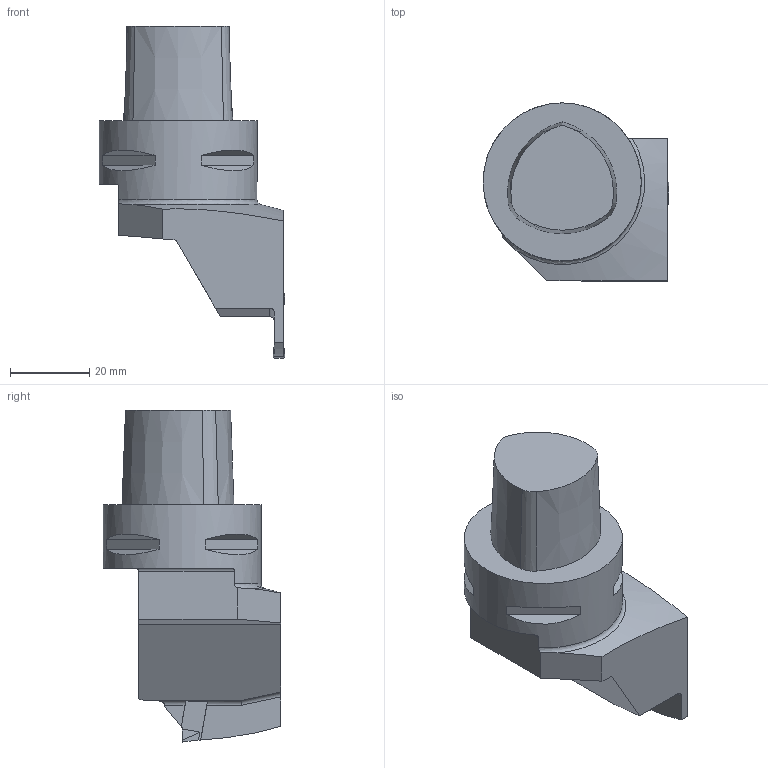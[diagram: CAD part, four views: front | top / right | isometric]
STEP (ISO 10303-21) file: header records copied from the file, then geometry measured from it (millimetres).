
FILE_DESCRIPTION(/* description */ (''),/* implementation_level */ '2;1');
FILE_NAME(/* name */ 'C4-CFIL-27060-03JETI.stp',/* time_stamp */ '2021-01-15T17:46:14+05:00',/* author */ (''),/* organization */ (''),/* preprocessor_version */ 'ST-DEVELOPER v16.7',/* originating_system */ 'SIEMENS PLM Software NX 12.0',/* authorisation */ '');
FILE_SCHEMA (('AUTOMOTIVE_DESIGN { 1 0 10303 214 3 1 1 1 }'));
Length unit declared in the file: millimetre
Products named in the file (1): C4-CFIL-27060-03JETI
Bounding box: 47 x 45 x 84.01 mm (x, y, z)
Volume: 65696.6 mm3; surface area: 13113.5 mm2
Topology: 3 solids, 3 shells, 83 faces, 214 edges, 141 vertices
Faces by surface type: plane 62, cylinder 14, cone 6, torus 1
Full cylindrical faces by diameter (mm): 40 x1
Entity records: 2649 total; most frequent: CARTESIAN_POINT 532, DIRECTION 430, ORIENTED_EDGE 424, EDGE_CURVE 212, LINE 148, VECTOR 148, AXIS2_PLACEMENT_3D 141, VERTEX_POINT 140
